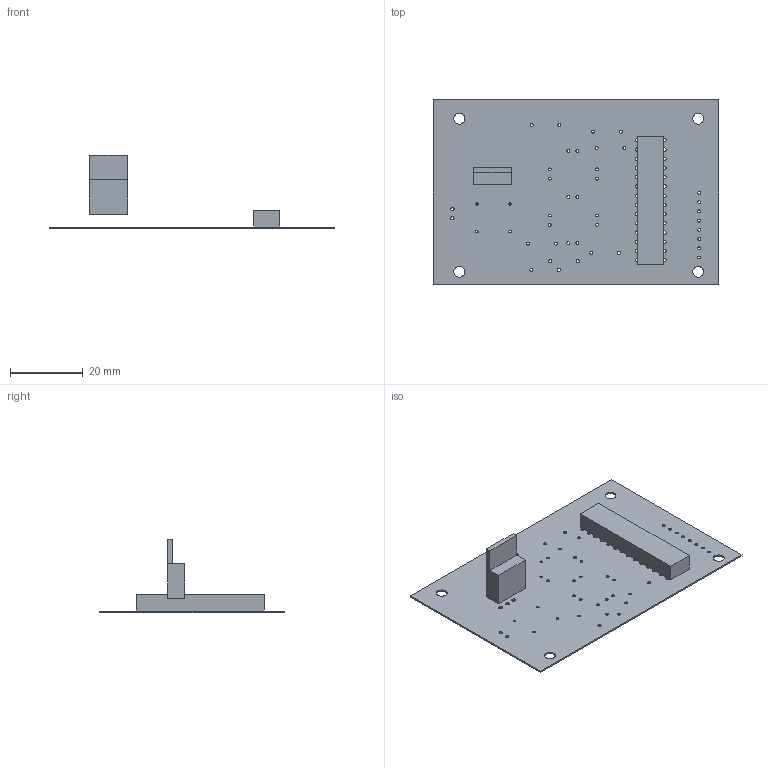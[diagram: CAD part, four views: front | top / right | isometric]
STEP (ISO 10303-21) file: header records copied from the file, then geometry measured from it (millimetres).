
FILE_DESCRIPTION(('Open CASCADE Model'),'2;1');
FILE_NAME('Open CASCADE Shape Model','2021-06-02T00:36:49',('Author'),( 'Open CASCADE'),'Open CASCADE STEP processor 6.8','Open CASCADE 6.8' ,'Unknown');
FILE_SCHEMA(('AUTOMOTIVE_DESIGN { 1 0 10303 214 1 1 1 1 }'));
Length unit declared in the file: millimetre
Products named in the file (11): PCB; Board; Open CASCADE STEP translator 6.8 1.1.1; U1; 6384015440; Extruded; U3; 6384015040; 6384014640
Assembly tree (10 placements, depth 4):
  PCB
    Board
      Open CASCADE STEP translator 6.8 1.1.1
    U1
      6384015440
        Extruded
    U3
      6384015040
        Extruded
      6384014640
        Extruded
Bounding box: 78.49 x 50.8 x 20.11 mm (x, y, z)
Volume: 3336.7 mm3; surface area: 9504.7 mm2
Topology: 4 solids, 4 shells, 101 faces, 279 edges, 186 vertices
Faces by surface type: cylinder 77, plane 24
Full cylindrical faces by diameter (mm): 0.7 x4, 0.8 x22, 0.85 x14, 0.9 x30, 1.1 x3, 3 x4
Entity records: 3843 total; most frequent: DIRECTION 657, CARTESIAN_POINT 577, ORIENTED_EDGE 558, EDGE_CURVE 279, AXIS2_PLACEMENT_3D 266, FACE_BOUND 255, EDGE_LOOP 255, VERTEX_POINT 186
